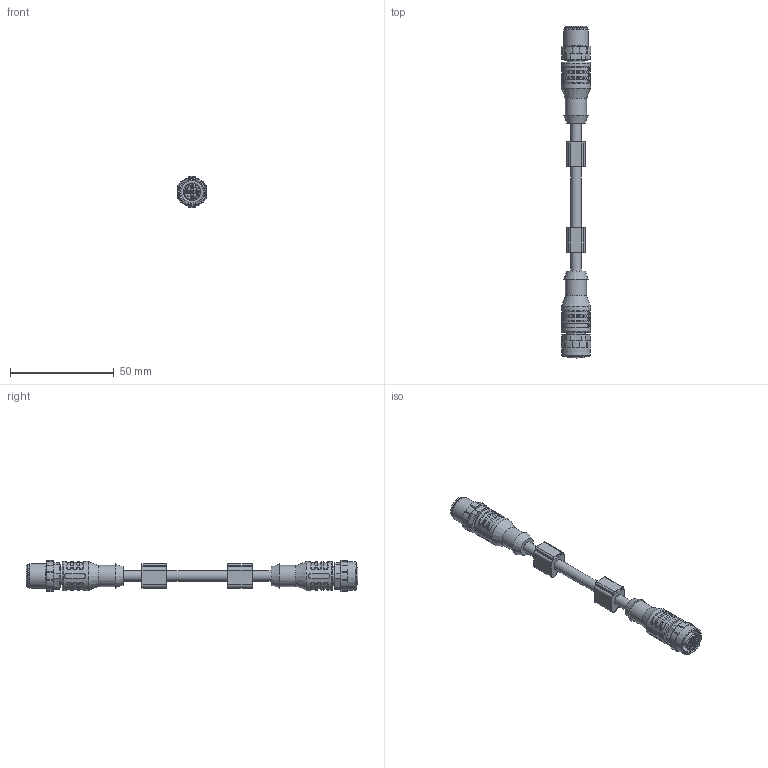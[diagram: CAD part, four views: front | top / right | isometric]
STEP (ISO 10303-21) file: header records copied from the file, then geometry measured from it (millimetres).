
FILE_DESCRIPTION(/* description */ (''),/* implementation_level */ '2;1');
FILE_NAME(/* name */ 'AL-WAKK4-m-AL-WASK4_stp.stp',/* time_stamp */ '2020-02-28T10:23:31+01:00',/* author */ (''),/* organization */ (''),/* preprocessor_version */ 'ST-DEVELOPER v16',/* originating_system */ 'SIEMENS PLM Software NX 10.0',/* authorisation */ '');
FILE_SCHEMA (('AUTOMOTIVE_DESIGN { 1 0 10303 214 3 1 1 1 }'));
Length unit declared in the file: millimetre
Products named in the file (1): AL-WAK4-AL-WAS4
Bounding box: 14.32 x 160 x 14.96 mm (x, y, z)
Volume: 12987.4 mm3; surface area: 7735.3 mm2
Topology: 1 solids, 1 shells, 794 faces, 1968 edges, 1191 vertices
Faces by surface type: cylinder 254, plane 238, bspline 102, torus 76, extrusion 57, cone 39, sphere 28
Full cylindrical faces by diameter (mm): 1 x4, 1.15 x4, 5.2 x3, 8.3 x1, 8.7 x2, 10.2 x2, 10.5 x1, 10.9 x1, 10.95 x1, 11.9 x1, 12.1 x1, 14 x2
Entity records: 27639 total; most frequent: CARTESIAN_POINT 10242, ORIENTED_EDGE 3686, DIRECTION 3437, EDGE_CURVE 1843, AXIS2_PLACEMENT_3D 1331, VERTEX_POINT 1151, EDGE_LOOP 900, ADVANCED_FACE 794
